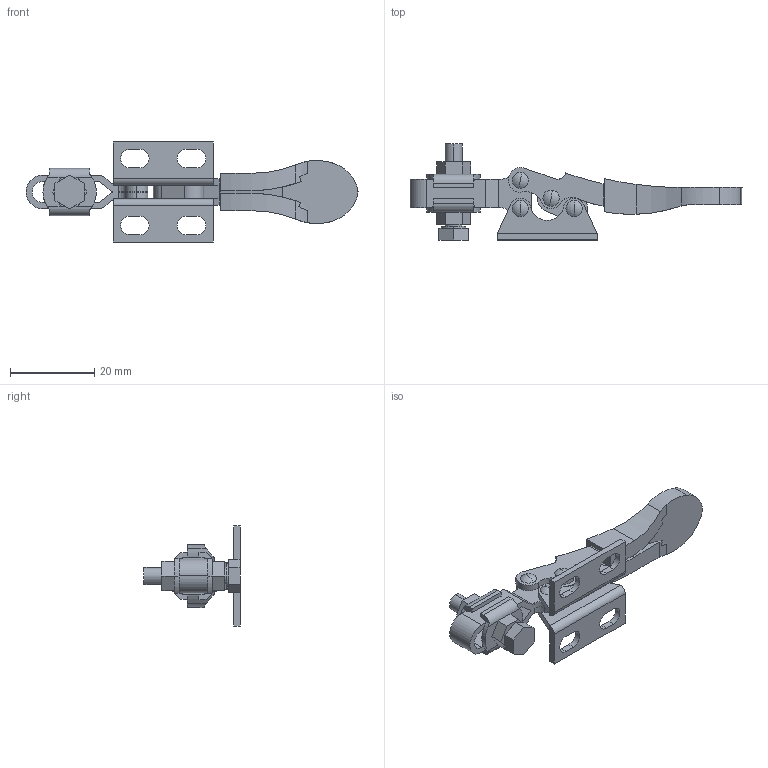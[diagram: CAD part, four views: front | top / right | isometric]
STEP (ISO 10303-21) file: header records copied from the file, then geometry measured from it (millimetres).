
FILE_DESCRIPTION (( 'STEP AP214' ), '1' );
FILE_NAME ('493783(GH-201).STEP', '2019-01-10T08:16:05', ( 'LinWei' ), ( '' ), 'SwSTEP 2.0', 'SolidWorks 2016', '' );
FILE_SCHEMA (( 'AUTOMOTIVE_DESIGN' ));
Length unit declared in the file: millimetre
Products named in the file (6): 120108-1-1^493783(GH-201); 120105-1^493783(GH-201); Group5^493783(GH-201); Group4^493783(GH-201); Group1^493783(GH-201); 493783(GH-201)
Assembly tree (5 placements, depth 2):
  493783(GH-201)
    Group1^493783(GH-201)
    Group4^493783(GH-201)
    Group5^493783(GH-201)
    120105-1^493783(GH-201)
    120108-1-1^493783(GH-201)
Bounding box: 79 x 22.9 x 23.8 mm (x, y, z)
Volume: 2784.4 mm3; surface area: 7118.7 mm2
Topology: 4 solids, 7 shells, 284 faces, 766 edges, 507 vertices
Faces by surface type: cylinder 145, plane 127, sphere 8, bspline 4
Entity records: 9672 total; most frequent: CARTESIAN_POINT 2069, ORIENTED_EDGE 1500, DIRECTION 1493, EDGE_CURVE 766, AXIS2_PLACEMENT_3D 543, VERTEX_POINT 507, VECTOR 407, LINE 407
